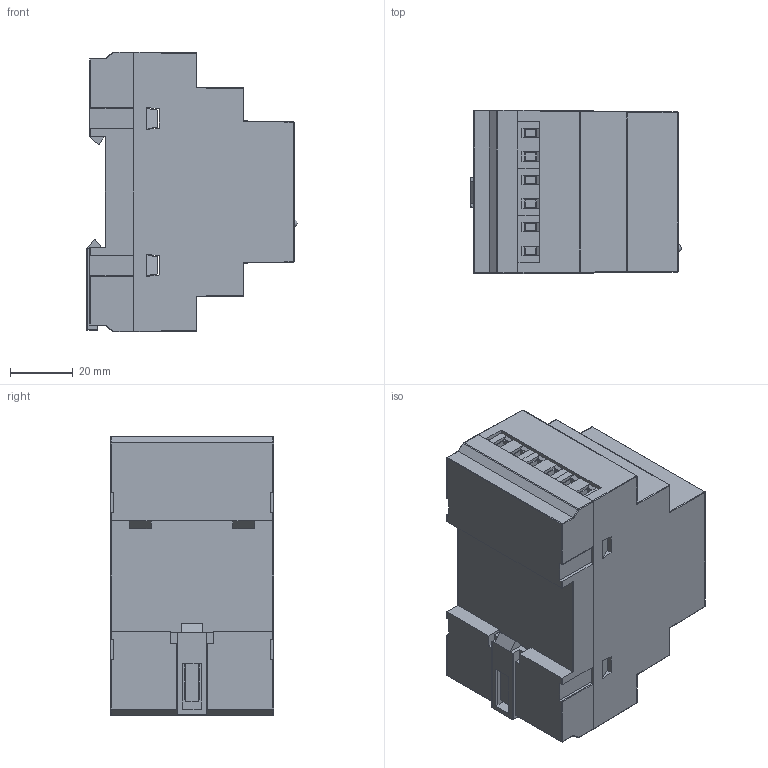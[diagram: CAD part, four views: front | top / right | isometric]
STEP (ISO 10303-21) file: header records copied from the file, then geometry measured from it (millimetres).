
FILE_DESCRIPTION(('STEP AP242'), '1');
FILE_NAME('PK-4P 鼁闉罻', '', ('UNSPECIFIED'), ('UNSPECIFIED'), 'C3D Converter', 'C3D Toolkit', '');
FILE_SCHEMA(('AP242_MANAGED_MODEL_BASED_3D_ENGINEERING_MIM_LF { 1 0 10303 442 1 1 4 }'));
Length unit declared in the file: millimetre
Assembly tree (17 placements, depth 3):
  (unnamed)
    (unnamed)
    (unnamed)
    (unnamed)
    (unnamed)
    (unnamed)  x3
      (unnamed)
    (unnamed)  x4
      (unnamed)
    (unnamed)
    (unnamed)
Bounding box: 67 x 52 x 89.14 mm (x, y, z)
Volume: 54109 mm3; surface area: 62850.7 mm2
Topology: 35 solids, 35 shells, 1168 faces, 3104 edges, 2034 vertices
Faces by surface type: plane 895, cylinder 128, extrusion 67, cone 56, bspline 12, sphere 6, torus 4
Full cylindrical faces by diameter (mm): 1.6 x1, 2 x14, 2.6 x1, 3 x1, 3.5 x22, 4.5 x6
Entity records: 26826 total; most frequent: CARTESIAN_POINT 5698, ORIENTED_EDGE 4128, DIRECTION 3524, EDGE_CURVE 2064, VECTOR 1736, LINE 1669, VERTEX_POINT 1378, EDGE_LOOP 899
